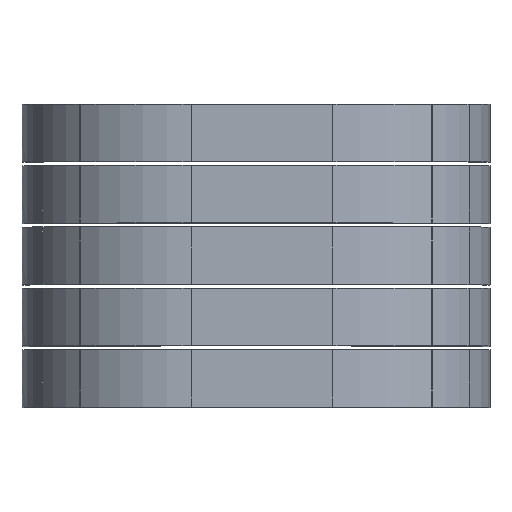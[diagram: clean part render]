
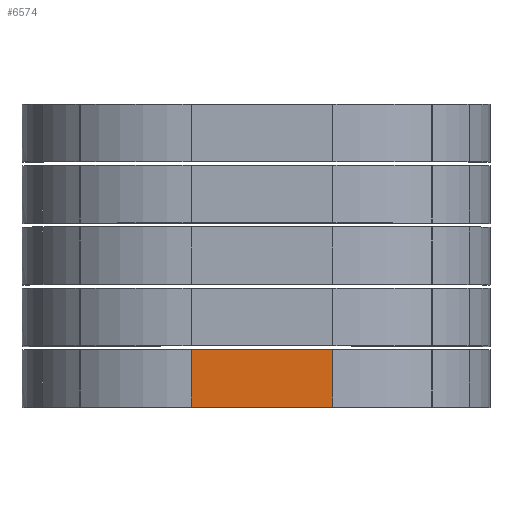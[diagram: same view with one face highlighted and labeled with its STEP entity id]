
A CAD part, top view. The second image highlights one B-rep face of the part: STEP entity #6574.
In plain terms, the highlighted planar face has unit normal (0, 0, 1).
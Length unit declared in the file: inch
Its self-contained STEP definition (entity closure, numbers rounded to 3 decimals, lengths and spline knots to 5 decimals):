
#1678 = VERTEX_POINT ( 'NONE', #16269 ) ;
#2460 = VECTOR ( 'NONE', #25994, 39.37008 ) ;
#3121 = CARTESIAN_POINT ( 'NONE',  ( -0.84869, 0.75, 6.30255 ) ) ;
#3276 = DIRECTION ( 'NONE',  ( 0., -1., 0. ) ) ;
#4007 = ORIENTED_EDGE ( 'NONE', *, *, #26329, .F. ) ;
#6194 = VERTEX_POINT ( 'NONE', #25806 ) ;
#6574 = ADVANCED_FACE ( 'NONE', ( #17922 ), #24195, .F. ) ;
#7353 = AXIS2_PLACEMENT_3D ( 'NONE', #32993, #23824, #35847 ) ;
#9578 = EDGE_CURVE ( 'NONE', #28066, #30752, #26554, .T. ) ;
#9966 = ORIENTED_EDGE ( 'NONE', *, *, #25440, .T. ) ;
#11723 = ORIENTED_EDGE ( 'NONE', *, *, #9578, .T. ) ;
#14156 = EDGE_LOOP ( 'NONE', ( #9966, #4007, #18331, #11723 ) ) ;
#14543 = LINE ( 'NONE', #3121, #18574 ) ;
#16269 = CARTESIAN_POINT ( 'NONE',  ( 1.00195, 0.75, 6.30255 ) ) ;
#17922 = FACE_OUTER_BOUND ( 'NONE', #14156, .T. ) ;
#18331 = ORIENTED_EDGE ( 'NONE', *, *, #29946, .F. ) ;
#18574 = VECTOR ( 'NONE', #34972, 39.37008 ) ;
#21896 = VECTOR ( 'NONE', #30775, 39.37008 ) ;
#22358 = LINE ( 'NONE', #36110, #21896 ) ;
#22549 = VECTOR ( 'NONE', #3276, 39.37008 ) ;
#23687 = CARTESIAN_POINT ( 'NONE',  ( -0.84746, 0.75, 6.30255 ) ) ;
#23824 = DIRECTION ( 'NONE',  ( 0., 0., -1. ) ) ;
#24195 = PLANE ( 'NONE',  #7353 ) ;
#25440 = EDGE_CURVE ( 'NONE', #30752, #6194, #22358, .T. ) ;
#25806 = CARTESIAN_POINT ( 'NONE',  ( 1.00195, 0., 6.30255 ) ) ;
#25994 = DIRECTION ( 'NONE',  ( 0., -1., 0. ) ) ;
#26329 = EDGE_CURVE ( 'NONE', #1678, #6194, #32821, .T. ) ;
#26554 = LINE ( 'NONE', #23687, #2460 ) ;
#26560 = CARTESIAN_POINT ( 'NONE',  ( -0.84746, 0.75, 6.30255 ) ) ;
#28066 = VERTEX_POINT ( 'NONE', #26560 ) ;
#29946 = EDGE_CURVE ( 'NONE', #28066, #1678, #14543, .T. ) ;
#30752 = VERTEX_POINT ( 'NONE', #35493 ) ;
#30775 = DIRECTION ( 'NONE',  ( 1., 0., 0. ) ) ;
#32640 = CARTESIAN_POINT ( 'NONE',  ( 1.00195, 0.75, 6.30255 ) ) ;
#32821 = LINE ( 'NONE', #32640, #22549 ) ;
#32993 = CARTESIAN_POINT ( 'NONE',  ( -0.84869, 0.75, 6.30255 ) ) ;
#34972 = DIRECTION ( 'NONE',  ( 1., 0., 0. ) ) ;
#35493 = CARTESIAN_POINT ( 'NONE',  ( -0.84746, 0., 6.30255 ) ) ;
#35847 = DIRECTION ( 'NONE',  ( -1., 0., 0. ) ) ;
#36110 = CARTESIAN_POINT ( 'NONE',  ( -0.84869, 0., 6.30255 ) ) ;
